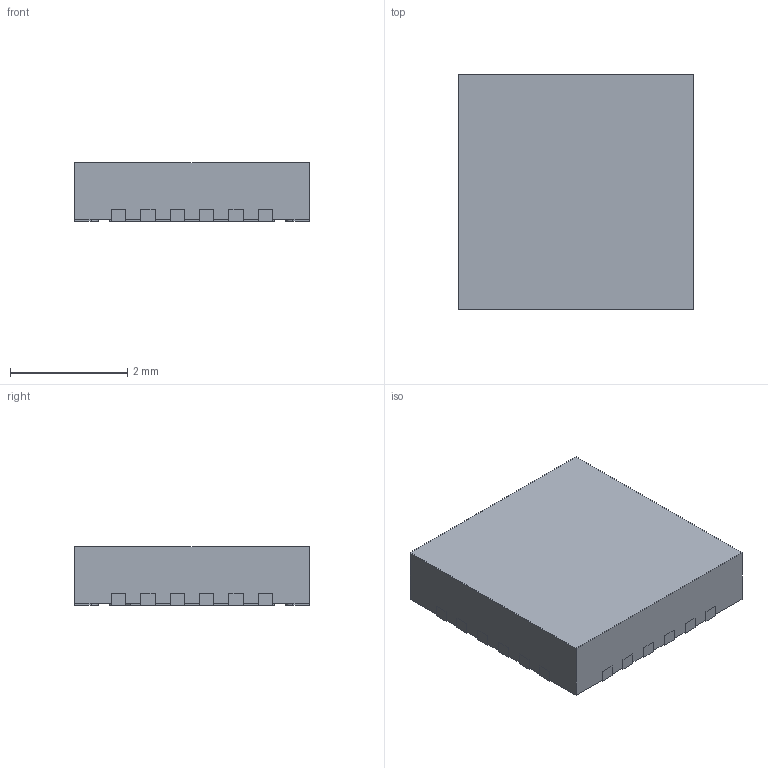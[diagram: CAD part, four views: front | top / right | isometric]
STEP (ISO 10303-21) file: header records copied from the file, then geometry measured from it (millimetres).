
FILE_DESCRIPTION((''),'2;1');
FILE_NAME('RGE0024F_ASM','2016-01-11T',('a0412086'),(''),'PRO/ENGINEER BY PARAMETRIC TECHNOLOGY CORPORATION, 2011490','PRO/ENGINEER BY PARAMETRIC TECHNOLOGY CORPORATION, 2011490','');
FILE_SCHEMA(('AUTOMOTIVE_DESIGN { 1 0 10303 214 1 1 1 1 }'));
Length unit declared in the file: millimetre
Products named in the file (4): BODY-QFN; FRAME-RGE0024F; PIN1-ID; RGE0024F_ASM
Assembly tree (3 placements, depth 2):
  RGE0024F_ASM
    BODY-QFN
    FRAME-RGE0024F
    PIN1-ID
Bounding box: 4 x 4 x 1 mm (x, y, z)
Volume: 15.8 mm3; surface area: 85.3 mm2
Topology: 26 solids, 26 shells, 269 faces, 642 edges, 428 vertices
Faces by surface type: plane 221, cylinder 48
Entity records: 10381 total; most frequent: CARTESIAN_POINT 1353, DIRECTION 1290, ORIENTED_EDGE 1284, PRESENTATION_STYLE_ASSIGNMENT 694, STYLED_ITEM 668, CURVE_STYLE 642, EDGE_CURVE 642, VECTOR 546
